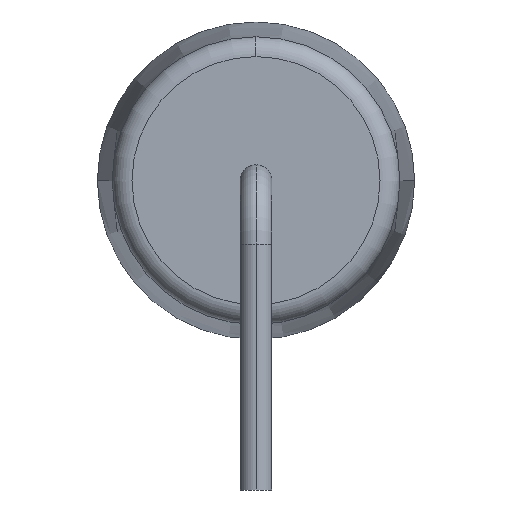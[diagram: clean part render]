
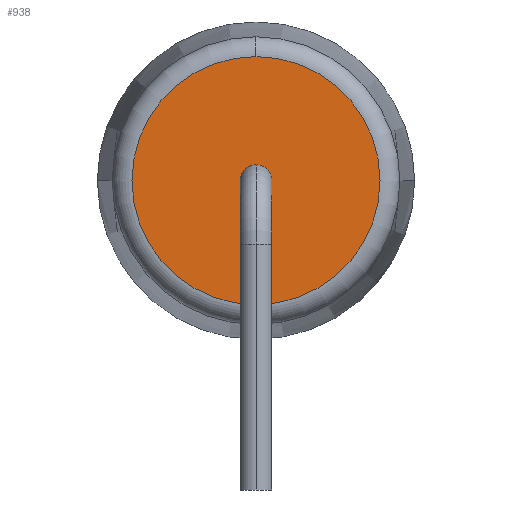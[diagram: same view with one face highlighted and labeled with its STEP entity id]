
A CAD part, left-side view. The second image highlights one B-rep face of the part: STEP entity #938.
In plain terms, the highlighted planar face has unit normal (-1, 0, 0).
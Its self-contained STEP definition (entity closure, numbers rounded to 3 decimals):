
#843=CARTESIAN_POINT('',(-11.0,0.,0.872));
#844=VERTEX_POINT('',#843);
#852=CARTESIAN_POINT('',(-11.0,3.128,4.0));
#853=VERTEX_POINT('',#852);
#854=CARTESIAN_POINT('',(-11.0,0.,4.0));
#855=DIRECTION('',(1.0,0.0,0.0));
#856=DIRECTION('',(0.0,-1.0,0.0));
#857=AXIS2_PLACEMENT_3D('',#854,#855,#856);
#858=CIRCLE('',#857,3.128);
#859=EDGE_CURVE('',#844,#853,#858,.T.);
#861=CARTESIAN_POINT('',(-11.0,0.,7.128));
#862=VERTEX_POINT('',#861);
#863=CARTESIAN_POINT('',(-11.0,0.,4.0));
#864=DIRECTION('',(1.0,0.0,0.0));
#865=DIRECTION('',(0.0,-1.0,0.0));
#866=AXIS2_PLACEMENT_3D('',#863,#864,#865);
#867=CIRCLE('',#866,3.128);
#868=EDGE_CURVE('',#853,#862,#867,.T.);
#905=CARTESIAN_POINT('',(-11.0,0.,4.0));
#906=DIRECTION('',(1.0,0.0,0.0));
#907=DIRECTION('',(0.0,-1.0,0.0));
#908=AXIS2_PLACEMENT_3D('',#905,#906,#907);
#909=CIRCLE('',#908,3.128);
#910=EDGE_CURVE('',#862,#844,#909,.T.);
#928=CARTESIAN_POINT('',(-11.0,0.,4.0));
#929=DIRECTION('',(1.0,0.0,0.0));
#930=DIRECTION('',(0.0,0.0,-1.0));
#931=AXIS2_PLACEMENT_3D('',#928,#929,#930);
#932=PLANE('',#931);
#933=ORIENTED_EDGE('',*,*,#868,.F.);
#934=ORIENTED_EDGE('',*,*,#859,.F.);
#935=ORIENTED_EDGE('',*,*,#910,.F.);
#936=EDGE_LOOP('',(#933,#934,#935));
#937=FACE_OUTER_BOUND('',#936,.T.);
#938=ADVANCED_FACE('',(#937),#932,.F.);
